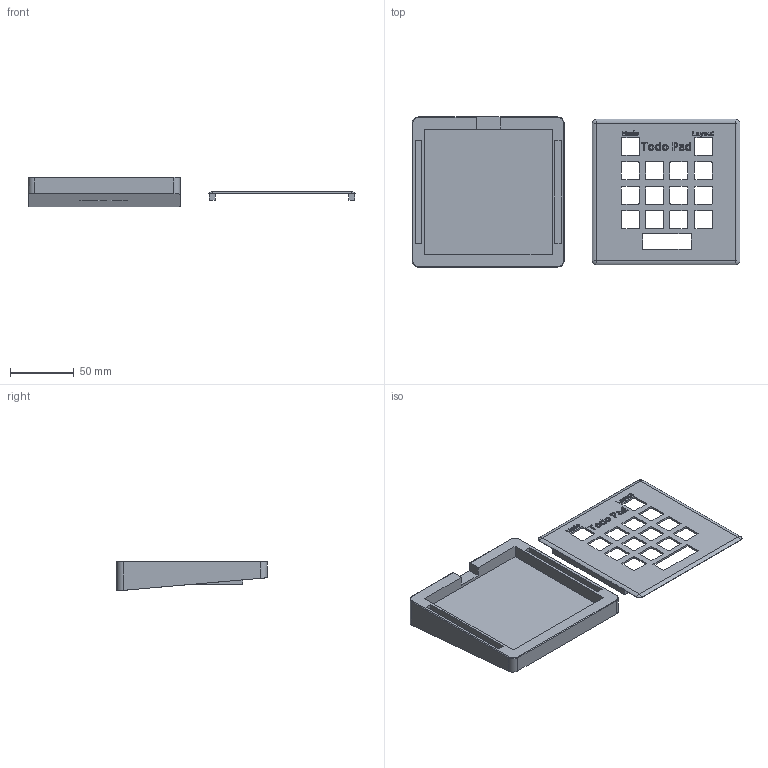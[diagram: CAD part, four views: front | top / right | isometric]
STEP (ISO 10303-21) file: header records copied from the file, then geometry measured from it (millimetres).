
FILE_DESCRIPTION(/* description */ ('STEP AP242 Edition 2','CAx-IF Rec.Pracs.---Representation and Presentation of Product Manufacturing Information (PMI)---4.0---2014-10-13','CAx-IF Rec.Pracs.---3D Tessellated Geometry---0.4---2014-09-14','2;1','CAx-IF Rec.Pracs.---User Defined Attributes---1.5---2016-08-15'),/* implementation_level */ '2;1');
FILE_NAME(/* name */ '692b754b4f3d46800af39c63',/* time_stamp */ '2025-11-29T22:35:58Z',/* author */ (''),/* organization */ (''),/* preprocessor_version */ 'ST-DEVELOPER v20',/* originating_system */ 'ONSHAPE BY PTC INC, 1.207',/* authorisation */ ' ');
FILE_SCHEMA (('AP242_MANAGED_MODEL_BASED_3D_ENGINEERING_MIM_LF { 1 0 10303 442 3 1 4 }'));
Length unit declared in the file: metre
Products named in the file (2): lid; base
Bounding box: 256.28 x 117.25 x 23.26 mm (x, y, z)
Volume: 166918 mm3; surface area: 64960.5 mm2
Topology: 2 solids, 2 shells, 935 faces, 2633 edges, 1746 vertices
Faces by surface type: cylinder 523, plane 320, bspline 80, torus 8, sphere 4
Entity records: 30969 total; most frequent: CARTESIAN_POINT 6192, ORIENTED_EDGE 5258, DIRECTION 5241, EDGE_CURVE 2629, AXIS2_PLACEMENT_3D 1915, VERTEX_POINT 1746, LINE 1411, VECTOR 1411
